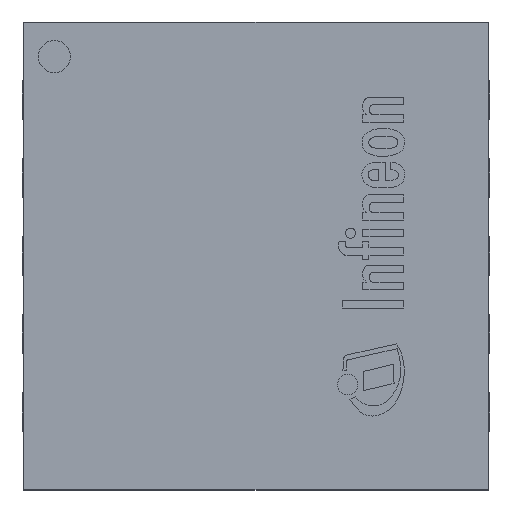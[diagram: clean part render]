
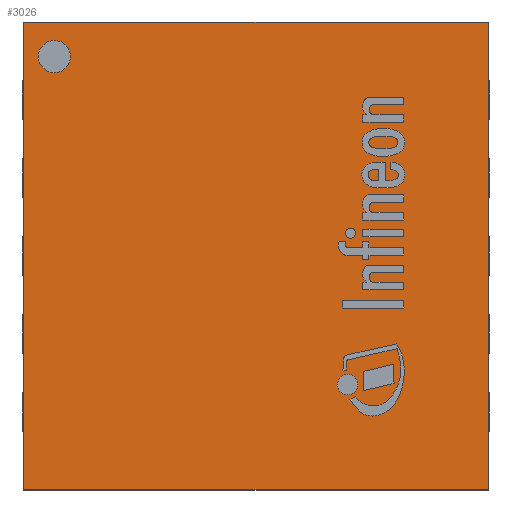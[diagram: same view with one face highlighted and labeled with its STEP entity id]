
A CAD part, top view. The second image highlights one B-rep face of the part: STEP entity #3026.
In plain terms, the highlighted planar face has unit normal (0, 0, 1).
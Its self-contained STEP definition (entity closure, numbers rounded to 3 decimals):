
#122=LINE('',#4263,#470);
#126=LINE('',#4271,#474);
#129=LINE('',#4277,#477);
#132=LINE('',#4282,#480);
#470=VECTOR('',#3473,1.);
#474=VECTOR('',#3479,1.);
#477=VECTOR('',#3484,1.);
#480=VECTOR('',#3489,1.);
#824=PLANE('',#3249);
#974=FACE_BOUND('',#1186,.T.);
#989=FACE_OUTER_BOUND('',#1185,.T.);
#1185=EDGE_LOOP('',(#2164,#2165,#2166,#2167));
#1186=EDGE_LOOP('',(#2168));
#1382=CIRCLE('',#3242,0.103);
#1426=VERTEX_POINT('',#4257);
#1427=VERTEX_POINT('',#4261);
#1428=VERTEX_POINT('',#4262);
#1431=VERTEX_POINT('',#4270);
#1433=VERTEX_POINT('',#4276);
#1714=EDGE_CURVE('',#1426,#1426,#1382,.T.);
#1715=EDGE_CURVE('',#1427,#1428,#122,.T.);
#1719=EDGE_CURVE('',#1431,#1427,#126,.T.);
#1722=EDGE_CURVE('',#1433,#1431,#129,.T.);
#1725=EDGE_CURVE('',#1428,#1433,#132,.T.);
#2164=ORIENTED_EDGE('',*,*,#1725,.F.);
#2165=ORIENTED_EDGE('',*,*,#1715,.F.);
#2166=ORIENTED_EDGE('',*,*,#1719,.F.);
#2167=ORIENTED_EDGE('',*,*,#1722,.F.);
#2168=ORIENTED_EDGE('',*,*,#1714,.T.);
#3026=ADVANCED_FACE('',(#989,#974),#824,.T.);
#3242=AXIS2_PLACEMENT_3D('',#4258,#3467,#3468);
#3249=AXIS2_PLACEMENT_3D('',#4285,#3493,#3494);
#3467=DIRECTION('center_axis',(0.,0.,-1.));
#3468=DIRECTION('ref_axis',(0.,-1.,0.));
#3473=DIRECTION('',(-1.,0.,0.));
#3479=DIRECTION('',(0.,-1.,0.));
#3484=DIRECTION('',(1.,0.,0.));
#3489=DIRECTION('',(0.,1.,0.));
#3493=DIRECTION('center_axis',(0.,0.,1.));
#3494=DIRECTION('ref_axis',(0.,1.,0.));
#4257=CARTESIAN_POINT('',(-1.293,1.382,1.));
#4258=CARTESIAN_POINT('Origin',(-1.293,1.279,1.));
#4261=CARTESIAN_POINT('',(1.49,-1.5,1.));
#4262=CARTESIAN_POINT('',(-1.49,-1.5,1.));
#4263=CARTESIAN_POINT('',(1.49,-1.5,1.));
#4270=CARTESIAN_POINT('',(1.49,1.5,1.));
#4271=CARTESIAN_POINT('',(1.49,1.5,1.));
#4276=CARTESIAN_POINT('',(-1.49,1.5,1.));
#4277=CARTESIAN_POINT('',(-1.49,1.5,1.));
#4282=CARTESIAN_POINT('',(-1.49,-1.5,1.));
#4285=CARTESIAN_POINT('Origin',(0.,0.,1.));
